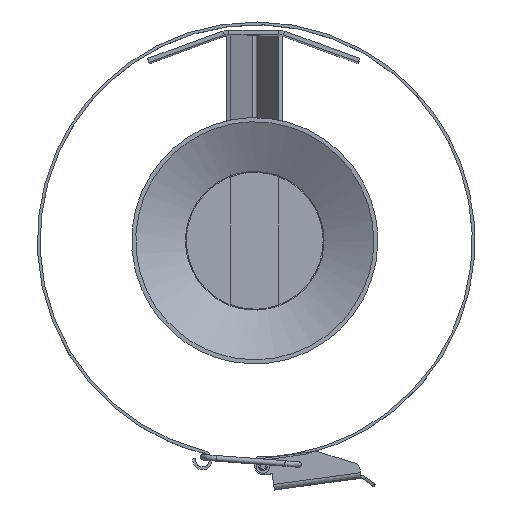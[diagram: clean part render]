
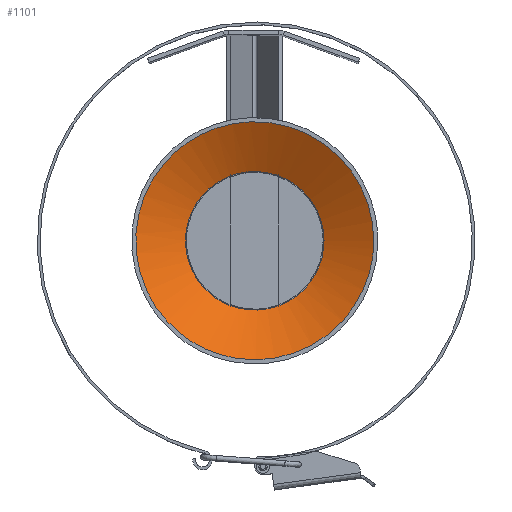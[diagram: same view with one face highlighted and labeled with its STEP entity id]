
A CAD part, top view. The second image highlights one B-rep face of the part: STEP entity #1101.
In plain terms, the highlighted free-form (B-spline) face has degree [2, 1] with [7, 2] control points.
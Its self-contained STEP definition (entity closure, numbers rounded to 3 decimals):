
#1085 = EDGE_CURVE('',#1086,#1086,#1088,.T.);
#1086 = VERTEX_POINT('',#1087);
#1087 = CARTESIAN_POINT('',(30.567,-64.216,
    21.743));
#1088 = ( BOUNDED_CURVE() B_SPLINE_CURVE(2,(#1089,#1090,#1091,#1092,
#1093,#1094,#1095),.UNSPECIFIED.,.T.,.F.) B_SPLINE_CURVE_WITH_KNOTS((1,2
    ,2,2,2,1),(-2.094,0.,2.094,4.189,
6.283,8.378),.UNSPECIFIED.) CURVE() 
GEOMETRIC_REPRESENTATION_ITEM() RATIONAL_B_SPLINE_CURVE((1.,0.5,1.,0.5,
1.,0.5,1.)) REPRESENTATION_ITEM('') );
#1089 = CARTESIAN_POINT('',(30.567,-64.216,
    21.743));
#1090 = CARTESIAN_POINT('',(30.567,-26.669,
    21.743));
#1091 = CARTESIAN_POINT('',(-1.95,-45.442,
    21.743));
#1092 = CARTESIAN_POINT('',(-34.467,-64.216,
    21.743));
#1093 = CARTESIAN_POINT('',(-1.95,-82.989,
    21.743));
#1094 = CARTESIAN_POINT('',(30.567,-101.763,
    21.743));
#1095 = CARTESIAN_POINT('',(30.567,-64.216,
    21.743));
#1101 = ADVANCED_FACE('',(#1102),#1123,.F.);
#1102 = FACE_BOUND('',#1103,.F.);
#1103 = EDGE_LOOP('',(#1104,#1116,#1121,#1122));
#1104 = ORIENTED_EDGE('',*,*,#1105,.F.);
#1105 = EDGE_CURVE('',#1106,#1106,#1108,.T.);
#1106 = VERTEX_POINT('',#1107);
#1107 = CARTESIAN_POINT('',(46.134,-64.216,
    30.305));
#1108 = ( BOUNDED_CURVE() B_SPLINE_CURVE(2,(#1109,#1110,#1111,#1112,
#1113,#1114,#1115),.UNSPECIFIED.,.T.,.F.) B_SPLINE_CURVE_WITH_KNOTS((1,2
    ,2,2,2,1),(-2.094,0.,2.094,4.189,
6.283,8.378),.UNSPECIFIED.) CURVE() 
GEOMETRIC_REPRESENTATION_ITEM() RATIONAL_B_SPLINE_CURVE((1.,0.5,1.,0.5,
1.,0.5,1.)) REPRESENTATION_ITEM('') );
#1109 = CARTESIAN_POINT('',(46.134,-64.216,
    30.305));
#1110 = CARTESIAN_POINT('',(46.134,0.295,
    30.305));
#1111 = CARTESIAN_POINT('',(-9.734,-31.961,
    30.305));
#1112 = CARTESIAN_POINT('',(-65.601,-64.216,
    30.305));
#1113 = CARTESIAN_POINT('',(-9.734,-96.471,
    30.305));
#1114 = CARTESIAN_POINT('',(46.134,-128.726,
    30.305));
#1115 = CARTESIAN_POINT('',(46.134,-64.216,
    30.305));
#1116 = ORIENTED_EDGE('',*,*,#1117,.F.);
#1117 = EDGE_CURVE('',#1086,#1106,#1118,.T.);
#1118 = B_SPLINE_CURVE_WITH_KNOTS('',1,(#1119,#1120),.UNSPECIFIED.,.F.,
  .F.,(2,2),(-10.375,10.375),.PIECEWISE_BEZIER_KNOTS.);
#1119 = CARTESIAN_POINT('',(30.567,-64.216,
    21.743));
#1120 = CARTESIAN_POINT('',(46.134,-64.216,
    30.305));
#1121 = ORIENTED_EDGE('',*,*,#1085,.T.);
#1122 = ORIENTED_EDGE('',*,*,#1117,.T.);
#1123 = ( BOUNDED_SURFACE() B_SPLINE_SURFACE(2,1,(
    (#1124,#1125)
    ,(#1126,#1127)
    ,(#1128,#1129)
    ,(#1130,#1131)
    ,(#1132,#1133)
    ,(#1134,#1135)
    ,(#1136,#1137
)),.UNSPECIFIED.,.T.,.F.,.F.) B_SPLINE_SURFACE_WITH_KNOTS((1,2,2,2,2,1),
  (2,2),(-2.094,0.,2.094,4.189,6.283,
    8.378),(-10.375,10.375),.UNSPECIFIED.) 
GEOMETRIC_REPRESENTATION_ITEM() RATIONAL_B_SPLINE_SURFACE((
    (1.,1.)
    ,(0.5,0.5)
    ,(1.,1.)
    ,(0.5,0.5)
    ,(1.,1.)
    ,(0.5,0.5)
,(1.,1.))) REPRESENTATION_ITEM('') SURFACE() );
#1124 = CARTESIAN_POINT('',(30.567,-64.216,
    21.743));
#1125 = CARTESIAN_POINT('',(46.134,-64.216,
    30.305));
#1126 = CARTESIAN_POINT('',(30.567,-26.669,
    21.743));
#1127 = CARTESIAN_POINT('',(46.134,0.295,
    30.305));
#1128 = CARTESIAN_POINT('',(-1.95,-45.442,
    21.743));
#1129 = CARTESIAN_POINT('',(-9.734,-31.961,
    30.305));
#1130 = CARTESIAN_POINT('',(-34.467,-64.216,
    21.743));
#1131 = CARTESIAN_POINT('',(-65.601,-64.216,
    30.305));
#1132 = CARTESIAN_POINT('',(-1.95,-82.989,
    21.743));
#1133 = CARTESIAN_POINT('',(-9.734,-96.471,
    30.305));
#1134 = CARTESIAN_POINT('',(30.567,-101.763,
    21.743));
#1135 = CARTESIAN_POINT('',(46.134,-128.726,
    30.305));
#1136 = CARTESIAN_POINT('',(30.567,-64.216,
    21.743));
#1137 = CARTESIAN_POINT('',(46.134,-64.216,
    30.305));
